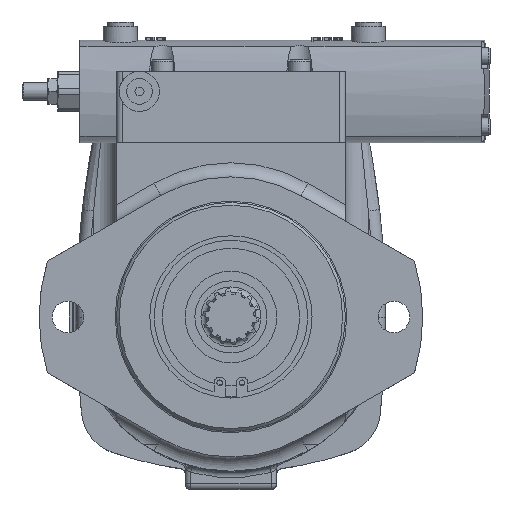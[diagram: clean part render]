
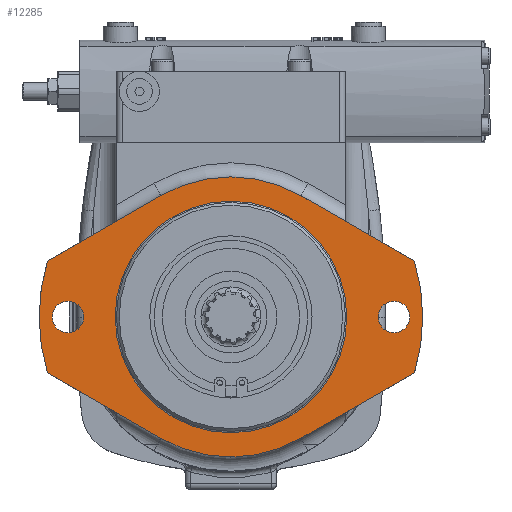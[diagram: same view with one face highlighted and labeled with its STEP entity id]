
A CAD part, top view. The second image highlights one B-rep face of the part: STEP entity #12285.
In plain terms, the highlighted planar face has unit normal (0, 0, -1).
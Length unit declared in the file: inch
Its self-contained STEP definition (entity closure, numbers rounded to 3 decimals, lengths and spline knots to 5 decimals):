
#9540=CARTESIAN_POINT('',(0.0,2.53,3.256));
#9541=VERTEX_POINT('',#9540);
#9542=CARTESIAN_POINT('',(0.0,0.0,3.256));
#9543=DIRECTION('',(0.0,0.0,1.0));
#9544=DIRECTION('',(0.0,1.0,0.0));
#9545=AXIS2_PLACEMENT_3D('',#9542,#9543,#9544);
#9546=CIRCLE('',#9545,2.53);
#9547=EDGE_CURVE('',#9541,#9541,#9546,.T.);
#10071=CARTESIAN_POINT('',(-1.53,-2.65004,3.256));
#10072=VERTEX_POINT('',#10071);
#10073=CARTESIAN_POINT('',(1.53,-2.65004,3.256));
#10074=VERTEX_POINT('',#10073);
#10075=CARTESIAN_POINT('',(0.0,0.0,3.256));
#10076=DIRECTION('',(0.0,0.0,1.0));
#10077=DIRECTION('',(-0.5,-0.866,0.0));
#10078=AXIS2_PLACEMENT_3D('',#10075,#10076,#10077);
#10079=CIRCLE('',#10078,3.06);
#10080=EDGE_CURVE('',#10072,#10074,#10079,.T.);
#10113=CARTESIAN_POINT('',(-4.00878,1.21891,3.256));
#10114=VERTEX_POINT('',#10113);
#10115=CARTESIAN_POINT('',(-4.00878,-1.21891,3.256));
#10116=VERTEX_POINT('',#10115);
#10117=CARTESIAN_POINT('',(0.0,0.0,3.256));
#10118=DIRECTION('',(0.0,0.0,1.0));
#10119=DIRECTION('',(-0.957,0.291,0.0));
#10120=AXIS2_PLACEMENT_3D('',#10117,#10118,#10119);
#10121=CIRCLE('',#10120,4.19);
#10122=EDGE_CURVE('',#10114,#10116,#10121,.T.);
#12196=CARTESIAN_POINT('',(0.0,-3.18502,3.256));
#12197=DIRECTION('',(0.0,0.0,1.0));
#12198=DIRECTION('',(1.0,0.0,0.0));
#12199=AXIS2_PLACEMENT_3D('',#12196,#12197,#12198);
#12200=PLANE('',#12199);
#12201=CARTESIAN_POINT('',(1.53,2.65004,3.256));
#12202=VERTEX_POINT('',#12201);
#12203=CARTESIAN_POINT('',(-1.53,2.65004,3.256));
#12204=VERTEX_POINT('',#12203);
#12205=CARTESIAN_POINT('',(0.0,0.0,3.256));
#12206=DIRECTION('',(0.0,0.0,1.0));
#12207=DIRECTION('',(0.5,0.866,0.0));
#12208=AXIS2_PLACEMENT_3D('',#12205,#12206,#12207);
#12209=CIRCLE('',#12208,3.06);
#12210=EDGE_CURVE('',#12202,#12204,#12209,.T.);
#12211=ORIENTED_EDGE('',*,*,#12210,.F.);
#12212=CARTESIAN_POINT('',(4.00878,1.21891,3.256));
#12213=VERTEX_POINT('',#12212);
#12214=CARTESIAN_POINT('',(4.00878,1.21891,3.256));
#12215=DIRECTION('',(-0.866,0.5,0.0));
#12216=VECTOR('',#12215,2.86225);
#12217=LINE('',#12214,#12216);
#12218=EDGE_CURVE('',#12213,#12202,#12217,.T.);
#12219=ORIENTED_EDGE('',*,*,#12218,.F.);
#12220=CARTESIAN_POINT('',(4.00878,-1.21891,3.256));
#12221=VERTEX_POINT('',#12220);
#12222=CARTESIAN_POINT('',(0.0,0.0,3.256));
#12223=DIRECTION('',(0.0,0.0,1.0));
#12224=DIRECTION('',(0.957,-0.291,0.0));
#12225=AXIS2_PLACEMENT_3D('',#12222,#12223,#12224);
#12226=CIRCLE('',#12225,4.19);
#12227=EDGE_CURVE('',#12221,#12213,#12226,.T.);
#12228=ORIENTED_EDGE('',*,*,#12227,.F.);
#12229=CARTESIAN_POINT('',(1.53,-2.65004,3.256));
#12230=DIRECTION('',(0.866,0.5,0.0));
#12231=VECTOR('',#12230,2.86225);
#12232=LINE('',#12229,#12231);
#12233=EDGE_CURVE('',#10074,#12221,#12232,.T.);
#12234=ORIENTED_EDGE('',*,*,#12233,.F.);
#12235=ORIENTED_EDGE('',*,*,#10080,.F.);
#12236=CARTESIAN_POINT('',(-4.00878,-1.21891,3.256));
#12237=DIRECTION('',(0.866,-0.5,0.0));
#12238=VECTOR('',#12237,2.86225);
#12239=LINE('',#12236,#12238);
#12240=EDGE_CURVE('',#10116,#10072,#12239,.T.);
#12241=ORIENTED_EDGE('',*,*,#12240,.F.);
#12242=ORIENTED_EDGE('',*,*,#10122,.F.);
#12243=CARTESIAN_POINT('',(-1.53,2.65004,3.256));
#12244=DIRECTION('',(-0.866,-0.5,0.0));
#12245=VECTOR('',#12244,2.86225);
#12246=LINE('',#12243,#12245);
#12247=EDGE_CURVE('',#12204,#10114,#12246,.T.);
#12248=ORIENTED_EDGE('',*,*,#12247,.F.);
#12249=EDGE_LOOP('',(#12211,#12219,#12228,#12234,#12235,#12241,#12242,#12248));
#12250=FACE_OUTER_BOUND('',#12249,.T.);
#12251=ORIENTED_EDGE('',*,*,#9547,.T.);
#12252=EDGE_LOOP('',(#12251));
#12253=FACE_BOUND('',#12252,.T.);
#12254=CARTESIAN_POINT('',(3.2184,0.0,3.256));
#12255=VERTEX_POINT('',#12254);
#12256=CARTESIAN_POINT('',(3.9064,0.0,3.256));
#12257=VERTEX_POINT('',#12256);
#12258=CARTESIAN_POINT('',(3.5624,0.0,3.256));
#12259=DIRECTION('',(0.0,0.0,-1.0));
#12260=DIRECTION('',(1.0,0.0,0.0));
#12261=AXIS2_PLACEMENT_3D('',#12258,#12259,#12260);
#12262=CIRCLE('',#12261,0.344);
#12263=EDGE_CURVE('',#12255,#12257,#12262,.T.);
#12264=ORIENTED_EDGE('',*,*,#12263,.F.);
#12265=CARTESIAN_POINT('',(3.5624,0.0,3.256));
#12266=DIRECTION('',(0.0,0.0,-1.0));
#12267=DIRECTION('',(1.0,0.0,0.0));
#12268=AXIS2_PLACEMENT_3D('',#12265,#12266,#12267);
#12269=CIRCLE('',#12268,0.344);
#12270=EDGE_CURVE('',#12257,#12255,#12269,.T.);
#12271=ORIENTED_EDGE('',*,*,#12270,.F.);
#12272=EDGE_LOOP('',(#12264,#12271));
#12273=FACE_BOUND('',#12272,.T.);
#12274=CARTESIAN_POINT('',(-3.2184,0.0,3.256));
#12275=VERTEX_POINT('',#12274);
#12276=CARTESIAN_POINT('',(-3.5624,0.0,3.256));
#12277=DIRECTION('',(0.0,0.0,-1.0));
#12278=DIRECTION('',(1.0,0.0,0.0));
#12279=AXIS2_PLACEMENT_3D('',#12276,#12277,#12278);
#12280=CIRCLE('',#12279,0.344);
#12281=EDGE_CURVE('',#12275,#12275,#12280,.T.);
#12282=ORIENTED_EDGE('',*,*,#12281,.F.);
#12283=EDGE_LOOP('',(#12282));
#12284=FACE_BOUND('',#12283,.T.);
#12285=ADVANCED_FACE('',(#12250,#12253,#12273,#12284),#12200,.F.);
